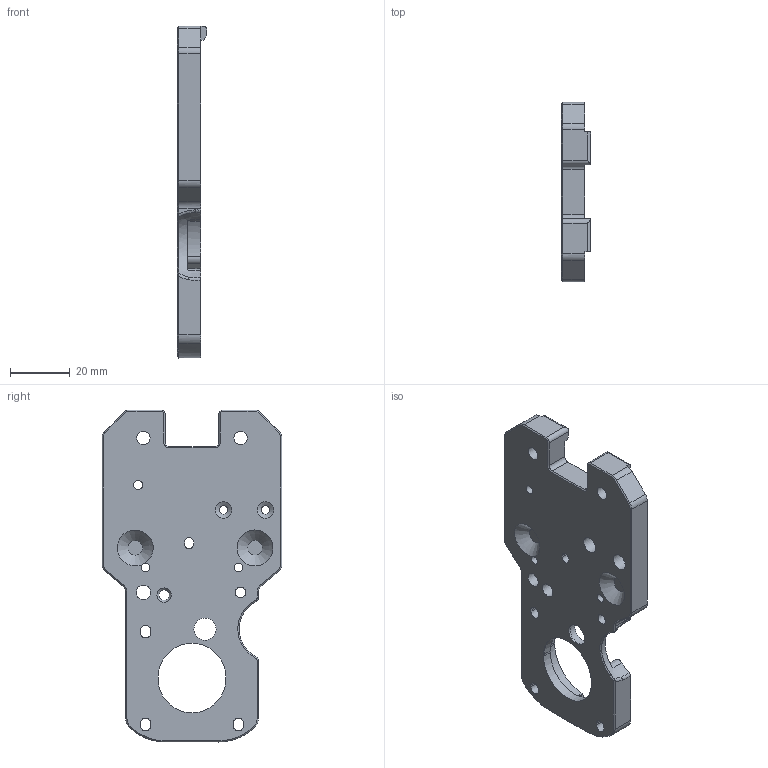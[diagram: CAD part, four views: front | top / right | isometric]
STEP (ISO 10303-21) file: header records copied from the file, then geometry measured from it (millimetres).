
FILE_DESCRIPTION(('FreeCAD Model'),'2;1');
FILE_NAME('af.step', '2020-10-04T08:49:44',('Author'),(''), 'Open CASCADE STEP processor 7.4','FreeCAD','Unknown');
FILE_SCHEMA(('AUTOMOTIVE_DESIGN { 1 0 10303 214 1 1 1 1 }'));
Length unit declared in the file: millimetre
Products named in the file (1): ender_motor_plate001
Bounding box: 9.7 x 60 x 110.88 mm (x, y, z)
Volume: 33204.7 mm3; surface area: 14334.9 mm2
Topology: 1 solids, 1 shells, 179 faces, 498 edges, 326 vertices
Faces by surface type: cylinder 70, plane 67, bspline 21, cone 10, extrusion 6, torus 4, sphere 1
Full cylindrical faces by diameter (mm): 2.85 x2, 3 x3, 3.5 x2, 4.5 x2, 4.8 x2, 5.6 x2, 6 x1, 7.4 x1, 8.2 x1
Entity records: 14967 total; most frequent: CARTESIAN_POINT 5391, DIRECTION 1694, ORIENTED_EDGE 996, PCURVE 996, DEFINITIONAL_REPRESENTATION 996, VECTOR 966, LINE 960, EDGE_CURVE 498
